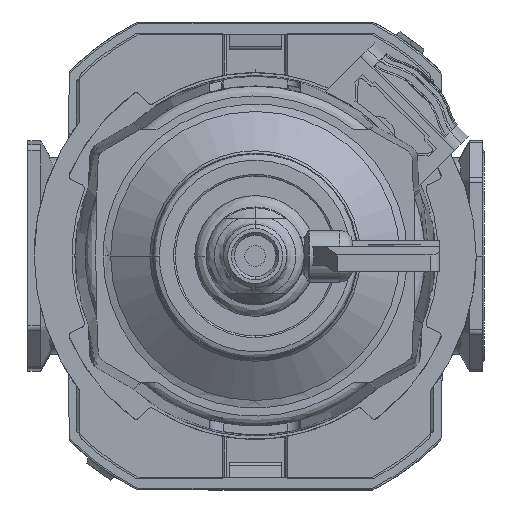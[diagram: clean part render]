
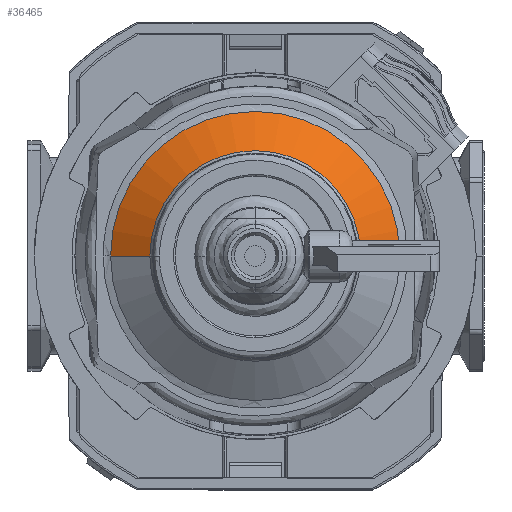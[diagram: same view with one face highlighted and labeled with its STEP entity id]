
A CAD part, front view. The second image highlights one B-rep face of the part: STEP entity #36465.
In plain terms, the highlighted conical face has half-angle 54.996 degrees and reference radius 22.24 mm.
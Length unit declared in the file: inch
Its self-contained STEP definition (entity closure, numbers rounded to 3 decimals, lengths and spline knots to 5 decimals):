
#393 = ORIENTED_EDGE ( 'NONE', *, *, #21345, .F. ) ;
#884 = VERTEX_POINT ( 'NONE', #11463 ) ;
#2456 = LINE ( 'NONE', #33080, #18626 ) ;
#3240 = VERTEX_POINT ( 'NONE', #17050 ) ;
#3422 = AXIS2_PLACEMENT_3D ( 'NONE', #22946, #7939, #34806 ) ;
#4843 = EDGE_CURVE ( 'NONE', #884, #29714, #2456, .T. ) ;
#5411 = DIRECTION ( 'NONE',  ( -0.819, 0.574, 0. ) ) ;
#5515 = EDGE_CURVE ( 'NONE', #10397, #884, #36260, .T. ) ;
#7939 = DIRECTION ( 'NONE',  ( 0., 1., 0. ) ) ;
#10397 = VERTEX_POINT ( 'NONE', #28074 ) ;
#10946 = CIRCLE ( 'NONE', #20398, 0.87558 ) ;
#11463 = CARTESIAN_POINT ( 'NONE',  ( 0.63777, -4.28315, 0. ) ) ;
#11530 = CARTESIAN_POINT ( 'NONE',  ( -0.87558, -4.11661, 0. ) ) ;
#15677 = EDGE_LOOP ( 'NONE', ( #20471, #16876, #37752, #393 ) ) ;
#16876 = ORIENTED_EDGE ( 'NONE', *, *, #4843, .T. ) ;
#17050 = CARTESIAN_POINT ( 'NONE',  ( -0.87558, -4.11661, 0. ) ) ;
#17853 = DIRECTION ( 'NONE',  ( 0.819, 0.574, 0. ) ) ;
#18626 = VECTOR ( 'NONE', #17853, 39.37008 ) ;
#20398 = AXIS2_PLACEMENT_3D ( 'NONE', #27330, #33449, #24168 ) ;
#20448 = CONICAL_SURFACE ( 'NONE', #3422, 0.87558, 0.96 ) ;
#20471 = ORIENTED_EDGE ( 'NONE', *, *, #5515, .T. ) ;
#20801 = CARTESIAN_POINT ( 'NONE',  ( 0., -4.28315, 0. ) ) ;
#21345 = EDGE_CURVE ( 'NONE', #10397, #3240, #38221, .T. ) ;
#22946 = CARTESIAN_POINT ( 'NONE',  ( 0., -4.11661, 0. ) ) ;
#24168 = DIRECTION ( 'NONE',  ( 1., 0., 0. ) ) ;
#25417 = VECTOR ( 'NONE', #5411, 39.37008 ) ;
#25739 = FACE_OUTER_BOUND ( 'NONE', #15677, .T. ) ;
#27330 = CARTESIAN_POINT ( 'NONE',  ( 0., -4.11661, 0. ) ) ;
#28074 = CARTESIAN_POINT ( 'NONE',  ( -0.63777, -4.28315, 0. ) ) ;
#29714 = VERTEX_POINT ( 'NONE', #32809 ) ;
#30585 = AXIS2_PLACEMENT_3D ( 'NONE', #20801, #35803, #32836 ) ;
#32809 = CARTESIAN_POINT ( 'NONE',  ( 0.87558, -4.11661, 0. ) ) ;
#32836 = DIRECTION ( 'NONE',  ( -1., 0., 0. ) ) ;
#33080 = CARTESIAN_POINT ( 'NONE',  ( 0.87558, -4.11661, 0. ) ) ;
#33449 = DIRECTION ( 'NONE',  ( 0., -1., 0. ) ) ;
#34806 = DIRECTION ( 'NONE',  ( -1., 0., 0. ) ) ;
#35394 = EDGE_CURVE ( 'NONE', #29714, #3240, #10946, .T. ) ;
#35803 = DIRECTION ( 'NONE',  ( 0., 1., 0. ) ) ;
#36260 = CIRCLE ( 'NONE', #30585, 0.63777 ) ;
#36465 = ADVANCED_FACE ( 'NONE', ( #25739 ), #20448, .T. ) ;
#37752 = ORIENTED_EDGE ( 'NONE', *, *, #35394, .T. ) ;
#38221 = LINE ( 'NONE', #11530, #25417 ) ;
